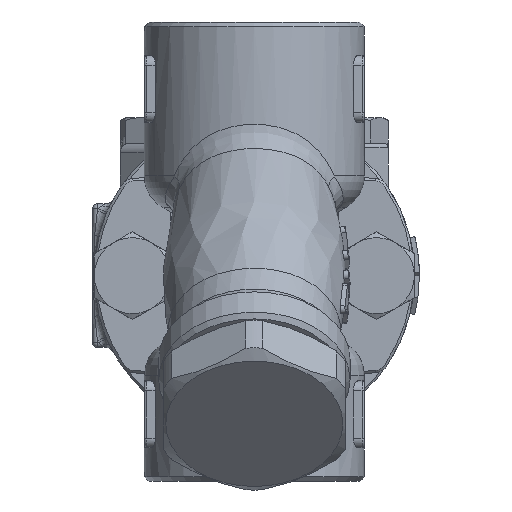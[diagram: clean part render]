
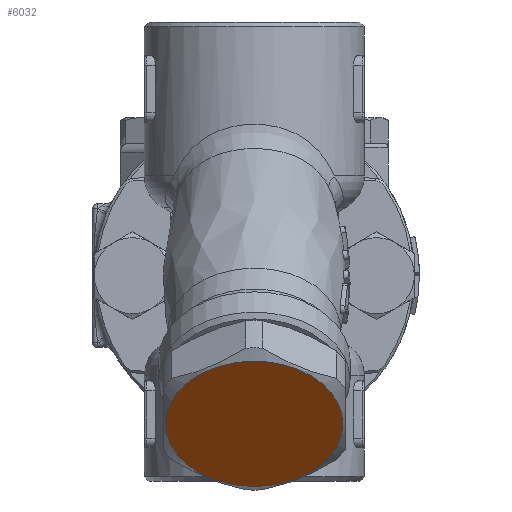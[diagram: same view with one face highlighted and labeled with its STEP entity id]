
A CAD part, left-side view. The second image highlights one B-rep face of the part: STEP entity #6032.
In plain terms, the highlighted planar face has unit normal (-0.707, 0, -0.707).
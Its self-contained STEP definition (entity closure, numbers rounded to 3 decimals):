
#5642=CARTESIAN_POINT('',(-155.244,0.0,-33.381));
#5643=VERTEX_POINT('',#5642);
#5644=CARTESIAN_POINT('',(-142.163,0.0,-46.463));
#5645=DIRECTION('',(-0.707,0.,-0.707));
#5646=DIRECTION('',(-0.707,0.0,0.707));
#5647=AXIS2_PLACEMENT_3D('',#5644,#5645,#5646);
#5648=CIRCLE('',#5647,18.5);
#5649=EDGE_CURVE('',#5643,#5643,#5648,.T.);
#6024=CARTESIAN_POINT('',(-142.163,0.,-46.463));
#6025=DIRECTION('',(0.707,0.,0.707));
#6026=DIRECTION('',(0.707,0.,-0.707));
#6027=AXIS2_PLACEMENT_3D('',#6024,#6025,#6026);
#6028=PLANE('',#6027);
#6029=ORIENTED_EDGE('',*,*,#5649,.T.);
#6030=EDGE_LOOP('',(#6029));
#6031=FACE_OUTER_BOUND('',#6030,.T.);
#6032=ADVANCED_FACE('',(#6031),#6028,.F.);
